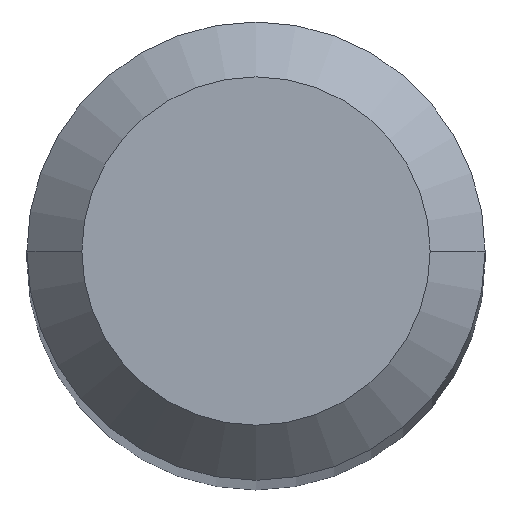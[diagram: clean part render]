
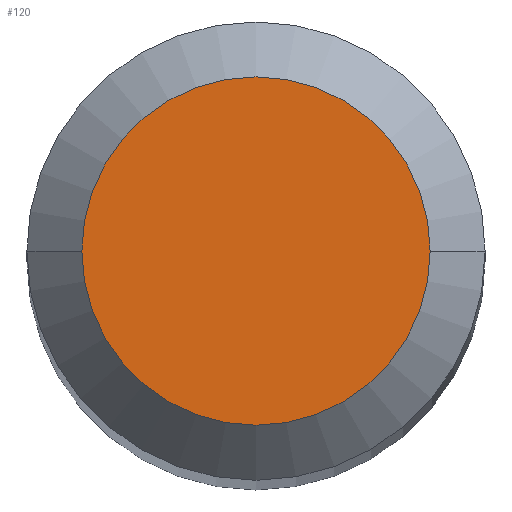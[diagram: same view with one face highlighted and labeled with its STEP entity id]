
A CAD part, top view. The second image highlights one B-rep face of the part: STEP entity #120.
In plain terms, the highlighted planar face has unit normal (0, 0, 1).
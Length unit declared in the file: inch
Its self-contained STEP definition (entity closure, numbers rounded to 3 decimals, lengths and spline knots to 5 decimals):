
#15 = AXIS2_PLACEMENT_3D ( 'NONE', #104, #349, #30 ) ;
#30 = DIRECTION ( 'NONE',  ( -1., 0., 0. ) ) ;
#44 = EDGE_CURVE ( 'NONE', #164, #127, #368, .T. ) ;
#60 = DIRECTION ( 'NONE',  ( 0., 0., 1. ) ) ;
#62 = CARTESIAN_POINT ( 'NONE',  ( 0., 0., 0. ) ) ;
#104 = CARTESIAN_POINT ( 'NONE',  ( 0., 0.0475, 0. ) ) ;
#117 = CIRCLE ( 'NONE', #344, 0.0475 ) ;
#118 = ORIENTED_EDGE ( 'NONE', *, *, #458, .T. ) ;
#120 = ADVANCED_FACE ( 'NONE', ( #421 ), #282, .F. ) ;
#127 = VERTEX_POINT ( 'NONE', #284 ) ;
#135 = DIRECTION ( 'NONE',  ( 1., 0., 0. ) ) ;
#164 = VERTEX_POINT ( 'NONE', #365 ) ;
#210 = DIRECTION ( 'NONE',  ( 0., 0., 1. ) ) ;
#282 = PLANE ( 'NONE',  #15 ) ;
#284 = CARTESIAN_POINT ( 'NONE',  ( -0.0475, 0., 0. ) ) ;
#320 = CARTESIAN_POINT ( 'NONE',  ( 0., 0., 0. ) ) ;
#331 = ORIENTED_EDGE ( 'NONE', *, *, #44, .T. ) ;
#344 = AXIS2_PLACEMENT_3D ( 'NONE', #320, #210, #135 ) ;
#345 = AXIS2_PLACEMENT_3D ( 'NONE', #62, #60, #389 ) ;
#346 = EDGE_LOOP ( 'NONE', ( #118, #331 ) ) ;
#349 = DIRECTION ( 'NONE',  ( 0., 0., -1. ) ) ;
#365 = CARTESIAN_POINT ( 'NONE',  ( 0.0475, 0., 0. ) ) ;
#368 = CIRCLE ( 'NONE', #345, 0.0475 ) ;
#389 = DIRECTION ( 'NONE',  ( 1., 0., 0. ) ) ;
#421 = FACE_OUTER_BOUND ( 'NONE', #346, .T. ) ;
#458 = EDGE_CURVE ( 'NONE', #127, #164, #117, .T. ) ;
